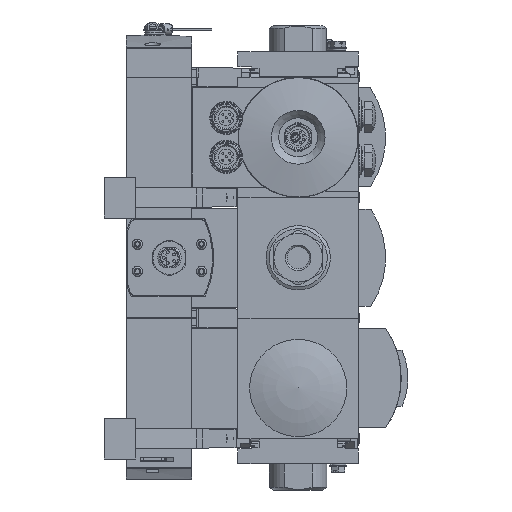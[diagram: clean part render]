
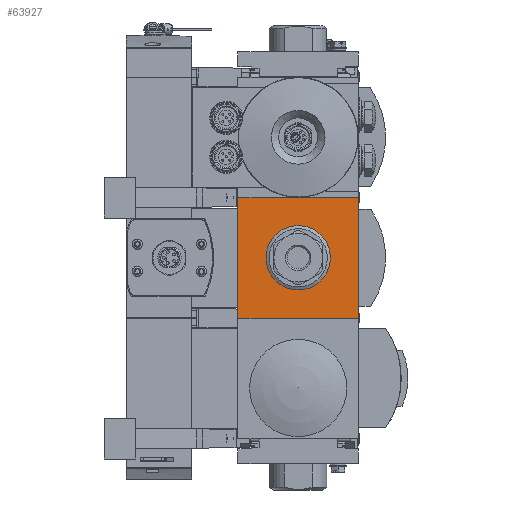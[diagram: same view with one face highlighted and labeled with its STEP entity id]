
A CAD part, front view. The second image highlights one B-rep face of the part: STEP entity #63927.
In plain terms, the highlighted planar face has unit normal (0, -1, 0).
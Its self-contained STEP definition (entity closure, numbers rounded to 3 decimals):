
#4489=LINE('',#94951,#9495);
#4615=LINE('',#95387,#9621);
#4730=LINE('',#95736,#9736);
#4750=LINE('',#95795,#9756);
#9495=VECTOR('',#79084,1000.);
#9621=VECTOR('',#79380,1000.);
#9736=VECTOR('',#79633,1000.);
#9756=VECTOR('',#79691,1000.);
#20496=ORIENTED_EDGE('',*,*,#30963,.F.);
#20497=ORIENTED_EDGE('',*,*,#30757,.F.);
#20498=ORIENTED_EDGE('',*,*,#30558,.F.);
#20499=ORIENTED_EDGE('',*,*,#30947,.F.);
#20500=ORIENTED_EDGE('',*,*,#30918,.F.);
#30558=EDGE_CURVE('',#36581,#36582,#4489,.T.);
#30757=EDGE_CURVE('',#36582,#36759,#4615,.T.);
#30918=EDGE_CURVE('',#36759,#36881,#4730,.T.);
#30947=EDGE_CURVE('',#36881,#36581,#4750,.T.);
#30963=EDGE_CURVE('',#36909,#36909,#39928,.F.);
#36581=VERTEX_POINT('',#94950);
#36582=VERTEX_POINT('',#94952);
#36759=VERTEX_POINT('',#95388);
#36881=VERTEX_POINT('',#95737);
#36909=VERTEX_POINT('',#95826);
#39928=CIRCLE('',#68335,16.559);
#42869=EDGE_LOOP('',(#20496));
#42870=EDGE_LOOP('',(#20497,#20498,#20499,#20500));
#46449=FACE_BOUND('',#42869,.T.);
#46450=FACE_BOUND('',#42870,.T.);
#48930=PLANE('',#68334);
#63927=ADVANCED_FACE('',(#46449,#46450),#48930,.F.);
#68334=AXIS2_PLACEMENT_3D('',#95824,#79719,#79720);
#68335=AXIS2_PLACEMENT_3D('',#95825,#79721,#79722);
#79084=DIRECTION('',(-1.,0.,0.));
#79380=DIRECTION('',(0.,0.,1.));
#79633=DIRECTION('',(1.,0.,0.));
#79691=DIRECTION('',(0.,0.,-1.));
#79719=DIRECTION('',(0.,1.,0.));
#79720=DIRECTION('',(0.,0.,1.));
#79721=DIRECTION('',(0.,1.,0.));
#79722=DIRECTION('',(0.,0.,1.));
#94950=CARTESIAN_POINT('',(31.,-45.5,-31.));
#94951=CARTESIAN_POINT('',(31.,-45.5,-31.));
#94952=CARTESIAN_POINT('',(-31.,-45.5,-31.));
#95387=CARTESIAN_POINT('',(-31.,-45.5,-31.));
#95388=CARTESIAN_POINT('',(-31.,-45.5,31.));
#95736=CARTESIAN_POINT('',(-31.,-45.5,31.));
#95737=CARTESIAN_POINT('',(31.,-45.5,31.));
#95795=CARTESIAN_POINT('',(31.,-45.5,31.));
#95824=CARTESIAN_POINT('',(0.,-45.5,0.));
#95825=CARTESIAN_POINT('',(0.,-45.5,0.));
#95826=CARTESIAN_POINT('',(0.,-45.5,16.559));
